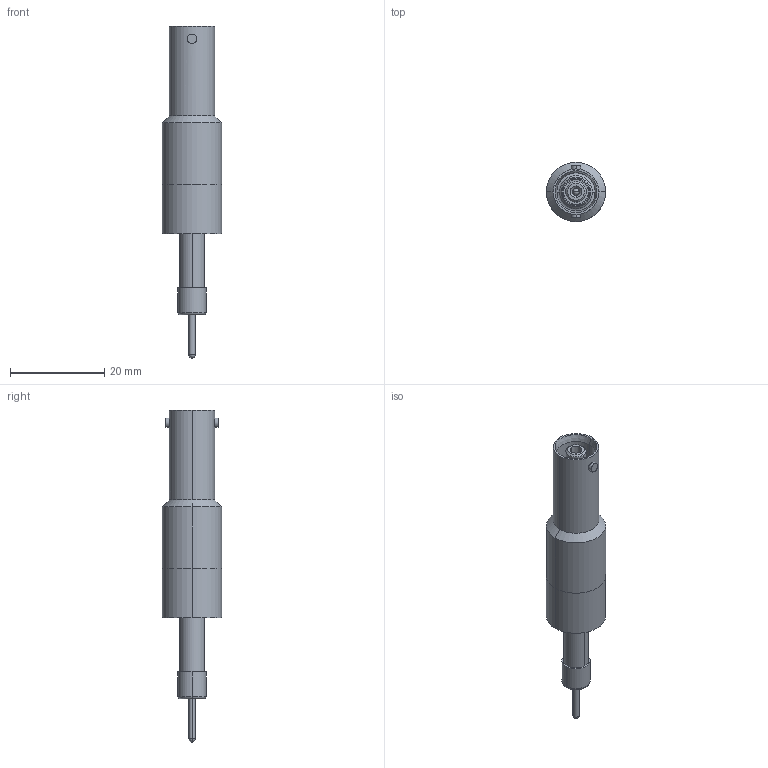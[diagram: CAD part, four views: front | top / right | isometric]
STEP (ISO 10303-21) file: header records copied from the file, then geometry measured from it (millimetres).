
FILE_DESCRIPTION (( 'STEP AP203' ), '1' );
FILE_NAME ('0811502C.STEP', '2010-03-12T13:16:53', ( 'MIS' ), ( 'ISI INSULATORSEAL' ), 'SwSTEP 2.0', 'SolidWorks 2008', '' );
FILE_SCHEMA (( 'CONFIG_CONTROL_DESIGN' ));
Length unit declared in the file: inch
Products named in the file (8): 0789601E; 0811502C; 0785002B; 0037216B; 0789701D; 0789801C; 0789901G; 0240102C
Assembly tree (7 placements, depth 3):
  0811502C
    0789601E
      0240102C
      0785002B
      0789701D
      0789901G
      0789801C
    0037216B
Bounding box: 12.57 x 12.57 x 70.36 mm (x, y, z)
Volume: 2863.9 mm3; surface area: 5435.8 mm2
Topology: 6 solids, 6 shells, 106 faces, 210 edges, 124 vertices
Faces by surface type: cylinder 46, cone 22, plane 20, torus 18
Entity records: 3698 total; most frequent: DIRECTION 578, CARTESIAN_POINT 519, ORIENTED_EDGE 420, AXIS2_PLACEMENT_3D 255, EDGE_CURVE 210, CIRCLE 138, VERTEX_POINT 124, EDGE_LOOP 124
